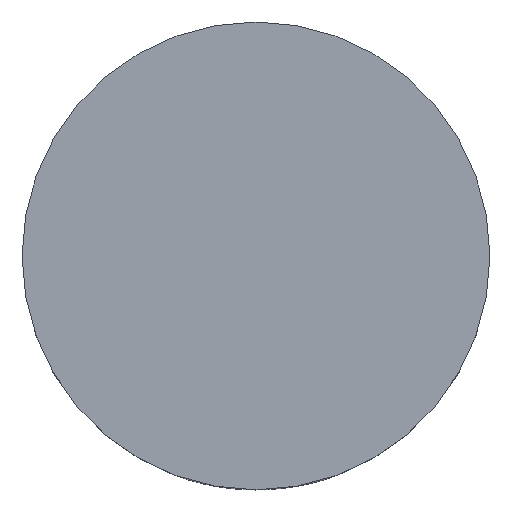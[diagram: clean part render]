
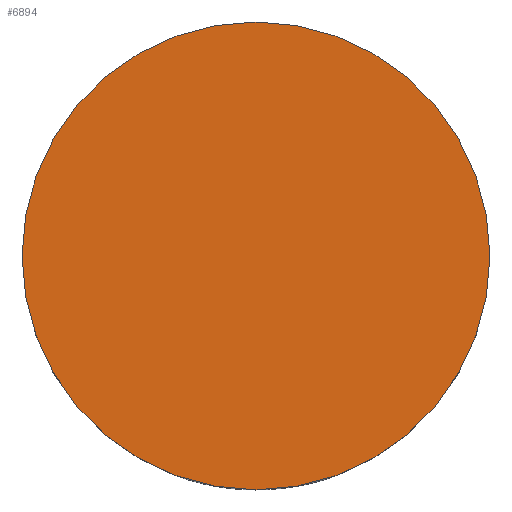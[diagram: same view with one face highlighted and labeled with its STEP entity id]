
A CAD part, top view. The second image highlights one B-rep face of the part: STEP entity #6894.
In plain terms, the highlighted planar face has unit normal (0, 0, 1).
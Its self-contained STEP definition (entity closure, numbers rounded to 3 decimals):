
#2092 = AXIS2_PLACEMENT_3D ( 'NONE', #3759, #19042, #12829 ) ;
#3054 = CIRCLE ( 'NONE', #10195, 480. ) ;
#3759 = CARTESIAN_POINT ( 'NONE',  ( 0., 0., 120. ) ) ;
#3901 = VERTEX_POINT ( 'NONE', #19019 ) ;
#3905 = CARTESIAN_POINT ( 'NONE',  ( 0., 0., 120. ) ) ;
#6322 = AXIS2_PLACEMENT_3D ( 'NONE', #3905, #9924, #10114 ) ;
#6894 = ADVANCED_FACE ( 'NONE', ( #17708 ), #14353, .T. ) ;
#7235 = DIRECTION ( 'NONE',  ( 0., 0., 1. ) ) ;
#8978 = ORIENTED_EDGE ( 'NONE', *, *, #9896, .T. ) ;
#9139 = CARTESIAN_POINT ( 'NONE',  ( 480., 0., 120. ) ) ;
#9896 = EDGE_CURVE ( 'NONE', #17462, #3901, #3054, .T. ) ;
#9924 = DIRECTION ( 'NONE',  ( 0., 0., 1. ) ) ;
#10114 = DIRECTION ( 'NONE',  ( 1., 0., 0. ) ) ;
#10195 = AXIS2_PLACEMENT_3D ( 'NONE', #10394, #7235, #13448 ) ;
#10394 = CARTESIAN_POINT ( 'NONE',  ( 0., 0., 120. ) ) ;
#11529 = CIRCLE ( 'NONE', #6322, 480. ) ;
#12829 = DIRECTION ( 'NONE',  ( 1., 0., 0. ) ) ;
#13448 = DIRECTION ( 'NONE',  ( 1., 0., 0. ) ) ;
#14353 = PLANE ( 'NONE',  #2092 ) ;
#15045 = EDGE_CURVE ( 'NONE', #3901, #17462, #11529, .T. ) ;
#17462 = VERTEX_POINT ( 'NONE', #9139 ) ;
#17708 = FACE_OUTER_BOUND ( 'NONE', #19091, .T. ) ;
#18854 = ORIENTED_EDGE ( 'NONE', *, *, #15045, .T. ) ;
#19019 = CARTESIAN_POINT ( 'NONE',  ( -480., 0., 120. ) ) ;
#19042 = DIRECTION ( 'NONE',  ( 0., 0., 1. ) ) ;
#19091 = EDGE_LOOP ( 'NONE', ( #18854, #8978 ) ) ;
